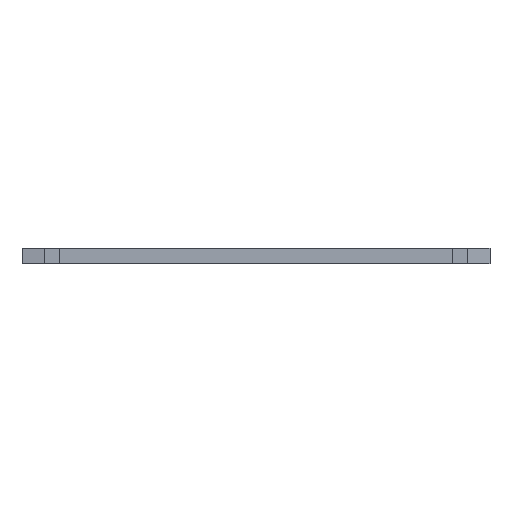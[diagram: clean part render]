
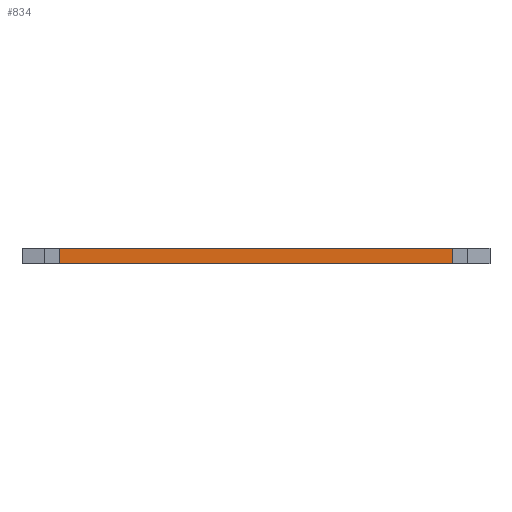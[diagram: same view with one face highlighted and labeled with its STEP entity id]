
A CAD part, front view. The second image highlights one B-rep face of the part: STEP entity #834.
In plain terms, the highlighted planar face has unit normal (0, -1, 0).
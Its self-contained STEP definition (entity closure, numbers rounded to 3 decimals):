
#133=ORIENTED_EDGE('',*,*,#323,.T.);
#134=ORIENTED_EDGE('',*,*,#324,.F.);
#135=ORIENTED_EDGE('',*,*,#325,.F.);
#136=ORIENTED_EDGE('',*,*,#321,.T.);
#321=EDGE_CURVE('',#412,#411,#503,.T.);
#323=EDGE_CURVE('',#411,#413,#505,.T.);
#324=EDGE_CURVE('',#414,#413,#506,.T.);
#325=EDGE_CURVE('',#412,#414,#507,.T.);
#411=VERTEX_POINT('',#1268);
#412=VERTEX_POINT('',#1270);
#413=VERTEX_POINT('',#1274);
#414=VERTEX_POINT('',#1276);
#503=LINE('',#1269,#557);
#505=LINE('',#1273,#559);
#506=LINE('',#1275,#560);
#507=LINE('',#1277,#561);
#557=VECTOR('',#1024,1000.);
#559=VECTOR('',#1028,1000.);
#560=VECTOR('',#1029,1000.);
#561=VECTOR('',#1030,1000.);
#590=EDGE_LOOP('',(#133,#134,#135,#136));
#702=FACE_BOUND('',#590,.T.);
#814=PLANE('',#890);
#834=ADVANCED_FACE('',(#702),#814,.F.);
#890=AXIS2_PLACEMENT_3D('',#1272,#1026,#1027);
#1024=DIRECTION('',(0.,0.,-1.));
#1026=DIRECTION('',(0.,1.,0.));
#1027=DIRECTION('',(0.,0.,1.));
#1028=DIRECTION('',(1.,0.,0.));
#1029=DIRECTION('',(0.,0.,-1.));
#1030=DIRECTION('',(1.,0.,0.));
#1268=CARTESIAN_POINT('',(-206.421,-45.873,0.));
#1269=CARTESIAN_POINT('',(-206.421,-45.873,5.));
#1270=CARTESIAN_POINT('',(-206.421,-45.873,5.));
#1272=CARTESIAN_POINT('',(0.,-45.873,5.));
#1273=CARTESIAN_POINT('',(0.,-45.873,0.));
#1274=CARTESIAN_POINT('',(-76.421,-45.873,0.));
#1275=CARTESIAN_POINT('',(-76.421,-45.873,5.));
#1276=CARTESIAN_POINT('',(-76.421,-45.873,5.));
#1277=CARTESIAN_POINT('',(0.,-45.873,5.));
